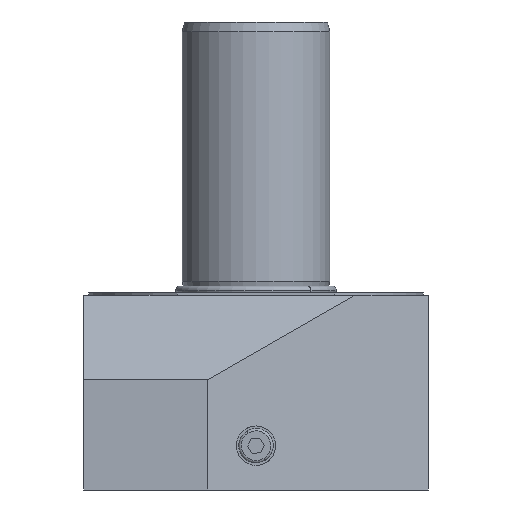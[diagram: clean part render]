
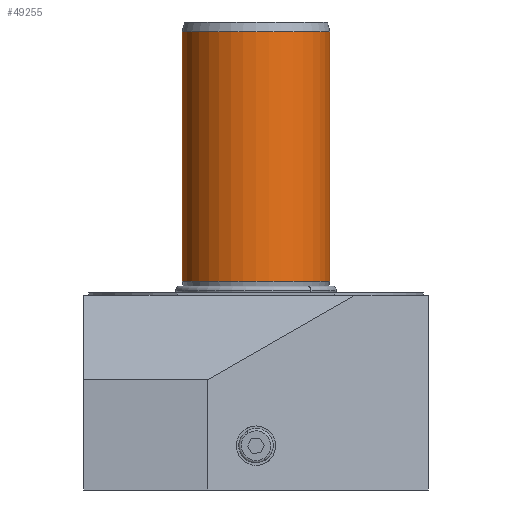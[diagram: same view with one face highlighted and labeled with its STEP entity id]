
A CAD part, front view. The second image highlights one B-rep face of the part: STEP entity #49255.
In plain terms, the highlighted cylindrical face has radius 15 mm (diameter 30 mm), a partial arc.
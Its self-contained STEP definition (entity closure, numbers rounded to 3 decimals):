
#13871 = FACE_OUTER_BOUND ( 'NONE', #48879, .T. ) ;
#13936 = CYLINDRICAL_SURFACE ( 'NONE', #26676, 15. ) ;
#22667 = DIRECTION ( 'NONE',  ( 1., 0., 0. ) ) ;
#22676 = DIRECTION ( 'NONE',  ( 0., 0., 1. ) ) ;
#22697 = CARTESIAN_POINT ( 'NONE',  ( 0., 0., -2. ) ) ;
#23305 = DIRECTION ( 'NONE',  ( 0., 0., 1. ) ) ;
#23307 = CARTESIAN_POINT ( 'NONE',  ( 15., 0., 161.056 ) ) ;
#26408 = AXIS2_PLACEMENT_3D ( 'NONE', #22697, #22676, #22667 ) ;
#26676 = AXIS2_PLACEMENT_3D ( 'NONE', #40756, #40748, #40724 ) ;
#27663 = AXIS2_PLACEMENT_3D ( 'NONE', #45106, #45114, #45082 ) ;
#34241 = CARTESIAN_POINT ( 'NONE',  ( -15., 0., 161.056 ) ) ;
#34246 = DIRECTION ( 'NONE',  ( 0., 0., 1. ) ) ;
#39045 = CIRCLE ( 'NONE', #27663, 15. ) ;
#40724 = DIRECTION ( 'NONE',  ( 1., 0., 0. ) ) ;
#40748 = DIRECTION ( 'NONE',  ( 0., 0., 1. ) ) ;
#40756 = CARTESIAN_POINT ( 'NONE',  ( 0., 0., 161.056 ) ) ;
#45082 = DIRECTION ( 'NONE',  ( 1., 0., 0. ) ) ;
#45106 = CARTESIAN_POINT ( 'NONE',  ( 0., 0., -52.6 ) ) ;
#45114 = DIRECTION ( 'NONE',  ( 0., 0., 1. ) ) ;
#46913 = CARTESIAN_POINT ( 'NONE',  ( -15., 0., -52.6 ) ) ;
#46945 = CARTESIAN_POINT ( 'NONE',  ( 15., 0., -52.6 ) ) ;
#46977 = CARTESIAN_POINT ( 'NONE',  ( -15., 0., -2. ) ) ;
#47097 = CARTESIAN_POINT ( 'NONE',  ( 15., 0., -2. ) ) ;
#48879 = EDGE_LOOP ( 'NONE', ( #66770, #66787, #66726, #66713 ) ) ;
#49255 = ADVANCED_FACE ( 'NONE', ( #13871 ), #13936, .T. ) ;
#51959 = EDGE_CURVE ( 'NONE', #65012, #65162, #70247, .T. ) ;
#52138 = EDGE_CURVE ( 'NONE', #65043, #65162, #70263, .T. ) ;
#63956 = EDGE_CURVE ( 'NONE', #65004, #65012, #70532, .T. ) ;
#64480 = EDGE_CURVE ( 'NONE', #65004, #65043, #39045, .T. ) ;
#65004 = VERTEX_POINT ( 'NONE', #46913 ) ;
#65012 = VERTEX_POINT ( 'NONE', #46977 ) ;
#65043 = VERTEX_POINT ( 'NONE', #46945 ) ;
#65162 = VERTEX_POINT ( 'NONE', #47097 ) ;
#66713 = ORIENTED_EDGE ( 'NONE', *, *, #51959, .F. ) ;
#66726 = ORIENTED_EDGE ( 'NONE', *, *, #52138, .T. ) ;
#66770 = ORIENTED_EDGE ( 'NONE', *, *, #63956, .F. ) ;
#66787 = ORIENTED_EDGE ( 'NONE', *, *, #64480, .T. ) ;
#70247 = CIRCLE ( 'NONE', #26408, 15. ) ;
#70263 = LINE ( 'NONE', #23307, #70285 ) ;
#70285 = VECTOR ( 'NONE', #23305, 1000. ) ;
#70523 = VECTOR ( 'NONE', #34246, 1000. ) ;
#70532 = LINE ( 'NONE', #34241, #70523 ) ;
